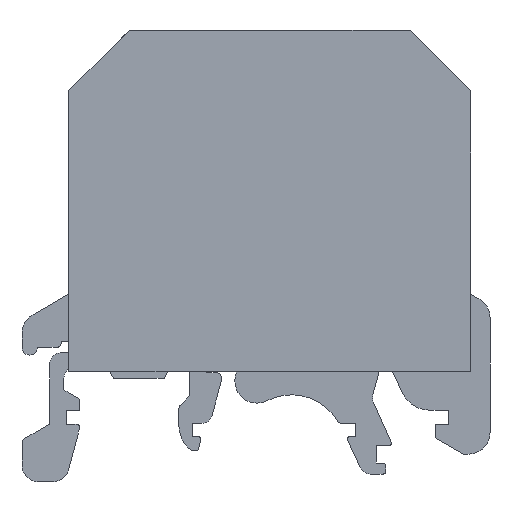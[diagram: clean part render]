
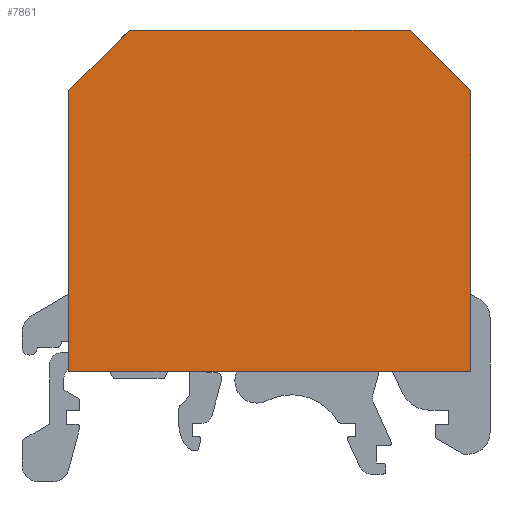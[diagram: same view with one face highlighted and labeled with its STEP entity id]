
A CAD part, front view. The second image highlights one B-rep face of the part: STEP entity #7861.
In plain terms, the highlighted planar face has unit normal (0, -1, 0).
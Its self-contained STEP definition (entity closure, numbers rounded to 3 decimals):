
#2265=ORIENTED_EDGE('',*,*,#3476,.T.);
#2266=ORIENTED_EDGE('',*,*,#3477,.T.);
#2267=ORIENTED_EDGE('',*,*,#3478,.T.);
#2268=ORIENTED_EDGE('',*,*,#3479,.T.);
#2269=ORIENTED_EDGE('',*,*,#3480,.T.);
#2270=ORIENTED_EDGE('',*,*,#3481,.T.);
#3476=EDGE_CURVE('',#4218,#4219,#5199,.T.);
#3477=EDGE_CURVE('',#4219,#4220,#5200,.T.);
#3478=EDGE_CURVE('',#4220,#4221,#5201,.T.);
#3479=EDGE_CURVE('',#4221,#4222,#5202,.T.);
#3480=EDGE_CURVE('',#4222,#4223,#5203,.T.);
#3481=EDGE_CURVE('',#4223,#4218,#5204,.T.);
#4218=VERTEX_POINT('',#12663);
#4219=VERTEX_POINT('',#12664);
#4220=VERTEX_POINT('',#12666);
#4221=VERTEX_POINT('',#12668);
#4222=VERTEX_POINT('',#12670);
#4223=VERTEX_POINT('',#12672);
#5199=LINE('',#12662,#6186);
#5200=LINE('',#12665,#6187);
#5201=LINE('',#12667,#6188);
#5202=LINE('',#12669,#6189);
#5203=LINE('',#12671,#6190);
#5204=LINE('',#12673,#6191);
#6186=VECTOR('',#10397,1000.);
#6187=VECTOR('',#10398,1000.);
#6188=VECTOR('',#10399,1000.);
#6189=VECTOR('',#10400,1000.);
#6190=VECTOR('',#10401,1000.);
#6191=VECTOR('',#10402,1000.);
#6632=EDGE_LOOP('',(#2265,#2266,#2267,#2268,#2269,#2270));
#7091=FACE_BOUND('',#6632,.T.);
#7449=PLANE('',#8400);
#7861=ADVANCED_FACE('',(#7091),#7449,.T.);
#8400=AXIS2_PLACEMENT_3D('',#12661,#10395,#10396);
#10395=DIRECTION('',(0.,-1.,0.));
#10396=DIRECTION('',(0.,0.,1.));
#10397=DIRECTION('',(-0.707,0.,0.707));
#10398=DIRECTION('',(-1.,0.,0.));
#10399=DIRECTION('',(-0.707,0.,-0.707));
#10400=DIRECTION('',(0.,0.,-1.));
#10401=DIRECTION('',(1.,0.,0.));
#10402=DIRECTION('',(0.,0.,1.));
#12661=CARTESIAN_POINT('',(0.,-55.6,1.15));
#12662=CARTESIAN_POINT('',(12.75,-55.6,16.65));
#12663=CARTESIAN_POINT('',(18.25,-55.6,11.15));
#12664=CARTESIAN_POINT('',(12.75,-55.6,16.65));
#12665=CARTESIAN_POINT('',(12.75,-55.6,16.65));
#12666=CARTESIAN_POINT('',(-12.75,-55.6,16.65));
#12667=CARTESIAN_POINT('',(-12.75,-55.6,16.65));
#12668=CARTESIAN_POINT('',(-18.25,-55.6,11.15));
#12669=CARTESIAN_POINT('',(-18.25,-55.6,-14.35));
#12670=CARTESIAN_POINT('',(-18.25,-55.6,-14.35));
#12671=CARTESIAN_POINT('',(18.25,-55.6,-14.35));
#12672=CARTESIAN_POINT('',(18.25,-55.6,-14.35));
#12673=CARTESIAN_POINT('',(18.25,-55.6,11.15));
